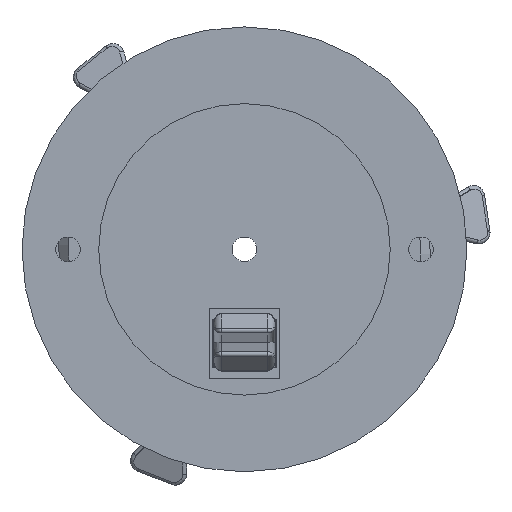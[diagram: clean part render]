
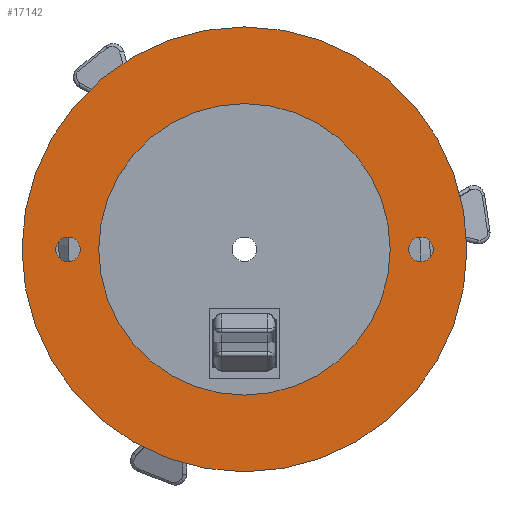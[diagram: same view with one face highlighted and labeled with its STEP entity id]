
A CAD part, front view. The second image highlights one B-rep face of the part: STEP entity #17142.
In plain terms, the highlighted planar face has unit normal (0, -1, 0).
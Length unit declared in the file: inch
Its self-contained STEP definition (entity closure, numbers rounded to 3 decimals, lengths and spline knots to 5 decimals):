
#1242 = CARTESIAN_POINT ( 'NONE',  ( 1.4375, 0., 0. ) ) ;
#1243 = DIRECTION ( 'NONE',  ( 0., 1., 0. ) ) ;
#1244 = DIRECTION ( 'NONE',  ( 0., 0., 1. ) ) ;
#1328 = CARTESIAN_POINT ( 'NONE',  ( 0., 0., 0. ) ) ;
#1336 = DIRECTION ( 'NONE',  ( 0., 1., 0. ) ) ;
#1337 = DIRECTION ( 'NONE',  ( 0., 0., 1. ) ) ;
#1541 = CARTESIAN_POINT ( 'NONE',  ( -1.4375, 0., 0. ) ) ;
#1542 = DIRECTION ( 'NONE',  ( 0., 1., 0. ) ) ;
#1543 = DIRECTION ( 'NONE',  ( 0., 0., 1. ) ) ;
#1678 = CARTESIAN_POINT ( 'NONE',  ( 0., 0., 0. ) ) ;
#1679 = DIRECTION ( 'NONE',  ( 0., -1., 0. ) ) ;
#1680 = DIRECTION ( 'NONE',  ( 0., 0., -1. ) ) ;
#5013 = AXIS2_PLACEMENT_3D ( 'NONE', #1328, #1336, #1337 ) ;
#11941 = PLANE ( 'NONE',  #18191 ) ;
#11944 = CARTESIAN_POINT ( 'NONE',  ( 0., 0., 0. ) ) ;
#11945 = DIRECTION ( 'NONE',  ( 0., 1., 0. ) ) ;
#11946 = DIRECTION ( 'NONE',  ( 0., 0., 1. ) ) ;
#12565 = VERTEX_POINT ( 'NONE', #17475 ) ;
#13126 = VERTEX_POINT ( 'NONE', #17955 ) ;
#13276 = VERTEX_POINT ( 'NONE', #18103 ) ;
#13282 = VERTEX_POINT ( 'NONE', #18109 ) ;
#13300 = VERTEX_POINT ( 'NONE', #25597 ) ;
#13322 = VERTEX_POINT ( 'NONE', #25619 ) ;
#13369 = VERTEX_POINT ( 'NONE', #25666 ) ;
#13392 = VERTEX_POINT ( 'NONE', #25689 ) ;
#15234 = EDGE_CURVE ( 'NONE', #13300, #13322, #25029, .T. ) ;
#15439 = EDGE_CURVE ( 'NONE', #13276, #13282, #25304, .T. ) ;
#15470 = EDGE_CURVE ( 'NONE', #13126, #12565, #25350, .T. ) ;
#15519 = EDGE_CURVE ( 'NONE', #13322, #13300, #25417, .T. ) ;
#15550 = EDGE_CURVE ( 'NONE', #13392, #13369, #25452, .T. ) ;
#15571 = EDGE_CURVE ( 'NONE', #13282, #13276, #25486, .T. ) ;
#15612 = EDGE_CURVE ( 'NONE', #13369, #13392, #25543, .T. ) ;
#15681 = EDGE_CURVE ( 'NONE', #12565, #13126, #20259, .T. ) ;
#15827 = AXIS2_PLACEMENT_3D ( 'NONE', #21809, #21824, #21825 ) ;
#16543 = EDGE_LOOP ( 'NONE', ( #17719, #17745 ) ) ;
#16548 = EDGE_LOOP ( 'NONE', ( #17764, #17747 ) ) ;
#16553 = EDGE_LOOP ( 'NONE', ( #17805, #17730 ) ) ;
#16556 = EDGE_LOOP ( 'NONE', ( #17751, #17790 ) ) ;
#16988 = AXIS2_PLACEMENT_3D ( 'NONE', #1541, #1542, #1543 ) ;
#17142 = ADVANCED_FACE ( 'NONE', ( #20491, #20499, #20501, #20503 ), #11941, .F. ) ;
#17475 = CARTESIAN_POINT ( 'NONE',  ( 0., 0., 1.8125 ) ) ;
#17719 = ORIENTED_EDGE ( 'NONE', *, *, #15612, .F. ) ;
#17730 = ORIENTED_EDGE ( 'NONE', *, *, #15681, .F. ) ;
#17745 = ORIENTED_EDGE ( 'NONE', *, *, #15550, .F. ) ;
#17747 = ORIENTED_EDGE ( 'NONE', *, *, #15571, .T. ) ;
#17751 = ORIENTED_EDGE ( 'NONE', *, *, #15519, .T. ) ;
#17764 = ORIENTED_EDGE ( 'NONE', *, *, #15439, .T. ) ;
#17790 = ORIENTED_EDGE ( 'NONE', *, *, #15234, .T. ) ;
#17805 = ORIENTED_EDGE ( 'NONE', *, *, #15470, .F. ) ;
#17955 = CARTESIAN_POINT ( 'NONE',  ( 0., 0., -1.8125 ) ) ;
#18103 = CARTESIAN_POINT ( 'NONE',  ( 1.4375, 0., 0.1005 ) ) ;
#18109 = CARTESIAN_POINT ( 'NONE',  ( 1.4375, 0., -0.1005 ) ) ;
#18191 = AXIS2_PLACEMENT_3D ( 'NONE', #11944, #11945, #11946 ) ;
#18295 = AXIS2_PLACEMENT_3D ( 'NONE', #22198, #22208, #22209 ) ;
#20103 = AXIS2_PLACEMENT_3D ( 'NONE', #21965, #21966, #21967 ) ;
#20259 = CIRCLE ( 'NONE', #18295, 1.8125 ) ;
#20491 = FACE_BOUND ( 'NONE', #16543, .T. ) ;
#20499 = FACE_BOUND ( 'NONE', #16548, .T. ) ;
#20501 = FACE_BOUND ( 'NONE', #16556, .T. ) ;
#20503 = FACE_OUTER_BOUND ( 'NONE', #16553, .T. ) ;
#21809 = CARTESIAN_POINT ( 'NONE',  ( 1.4375, 0., 0. ) ) ;
#21824 = DIRECTION ( 'NONE',  ( 0., 1., 0. ) ) ;
#21825 = DIRECTION ( 'NONE',  ( 0., 0., 1. ) ) ;
#21965 = CARTESIAN_POINT ( 'NONE',  ( 0., 0., 0. ) ) ;
#21966 = DIRECTION ( 'NONE',  ( 0., -1., 0. ) ) ;
#21967 = DIRECTION ( 'NONE',  ( 0., 0., -1. ) ) ;
#22198 = CARTESIAN_POINT ( 'NONE',  ( 0., 0., 0. ) ) ;
#22208 = DIRECTION ( 'NONE',  ( 0., 1., 0. ) ) ;
#22209 = DIRECTION ( 'NONE',  ( 0., 0., 1. ) ) ;
#24223 = AXIS2_PLACEMENT_3D ( 'NONE', #1242, #1243, #1244 ) ;
#24266 = AXIS2_PLACEMENT_3D ( 'NONE', #26047, #26048, #26049 ) ;
#25006 = AXIS2_PLACEMENT_3D ( 'NONE', #1678, #1679, #1680 ) ;
#25029 = CIRCLE ( 'NONE', #24266, 0.1005 ) ;
#25304 = CIRCLE ( 'NONE', #24223, 0.1005 ) ;
#25350 = CIRCLE ( 'NONE', #5013, 1.8125 ) ;
#25417 = CIRCLE ( 'NONE', #16988, 0.1005 ) ;
#25452 = CIRCLE ( 'NONE', #25006, 1.1875 ) ;
#25486 = CIRCLE ( 'NONE', #15827, 0.1005 ) ;
#25543 = CIRCLE ( 'NONE', #20103, 1.1875 ) ;
#25597 = CARTESIAN_POINT ( 'NONE',  ( -1.4375, 0., -0.1005 ) ) ;
#25619 = CARTESIAN_POINT ( 'NONE',  ( -1.4375, 0., 0.1005 ) ) ;
#25666 = CARTESIAN_POINT ( 'NONE',  ( 0., 0., -1.1875 ) ) ;
#25689 = CARTESIAN_POINT ( 'NONE',  ( 0., 0., 1.1875 ) ) ;
#26047 = CARTESIAN_POINT ( 'NONE',  ( -1.4375, 0., 0. ) ) ;
#26048 = DIRECTION ( 'NONE',  ( 0., 1., 0. ) ) ;
#26049 = DIRECTION ( 'NONE',  ( 0., 0., 1. ) ) ;
